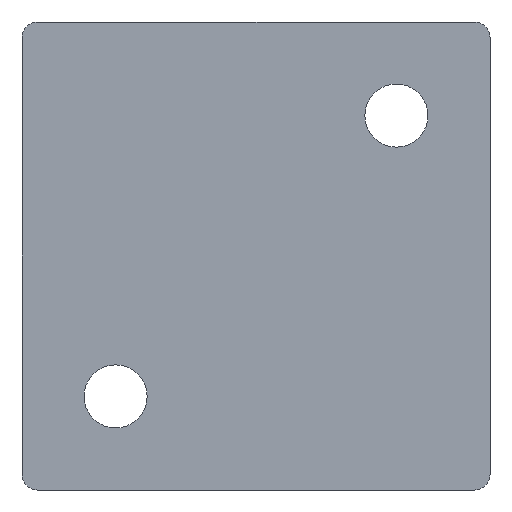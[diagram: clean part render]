
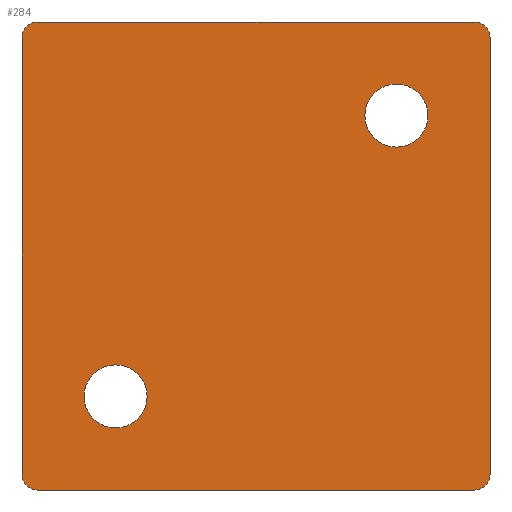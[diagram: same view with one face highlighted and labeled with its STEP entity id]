
A CAD part, left-side view. The second image highlights one B-rep face of the part: STEP entity #284.
In plain terms, the highlighted planar face has unit normal (-1, 0, 0).
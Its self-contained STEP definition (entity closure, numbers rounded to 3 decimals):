
#17=FACE_BOUND('',#53,.T.);
#18=FACE_BOUND('',#54,.T.);
#23=PLANE('',#322);
#35=FACE_OUTER_BOUND('',#52,.T.);
#52=EDGE_LOOP('',(#231,#232,#233,#234,#235,#236,#237,#238));
#53=EDGE_LOOP('',(#239));
#54=EDGE_LOOP('',(#240));
#70=LINE('',#448,#97);
#80=LINE('',#474,#107);
#82=LINE('',#478,#109);
#83=LINE('',#480,#110);
#97=VECTOR('',#361,10.);
#107=VECTOR('',#385,10.);
#109=VECTOR('',#389,10.);
#110=VECTOR('',#392,10.);
#117=CIRCLE('',#308,1.);
#123=CIRCLE('',#317,1.);
#124=CIRCLE('',#320,1.);
#125=CIRCLE('',#323,1.);
#126=CIRCLE('',#324,2.025);
#127=CIRCLE('',#325,2.025);
#130=VERTEX_POINT('',#421);
#131=VERTEX_POINT('',#423);
#141=VERTEX_POINT('',#447);
#145=VERTEX_POINT('',#457);
#148=VERTEX_POINT('',#467);
#149=VERTEX_POINT('',#469);
#150=VERTEX_POINT('',#473);
#151=VERTEX_POINT('',#477);
#152=VERTEX_POINT('',#481);
#153=VERTEX_POINT('',#483);
#156=EDGE_CURVE('',#130,#131,#117,.T.);
#168=EDGE_CURVE('',#131,#141,#70,.T.);
#173=EDGE_CURVE('',#141,#145,#123,.T.);
#179=EDGE_CURVE('',#148,#149,#124,.T.);
#181=EDGE_CURVE('',#149,#150,#80,.T.);
#183=EDGE_CURVE('',#151,#130,#82,.T.);
#184=EDGE_CURVE('',#150,#151,#125,.T.);
#185=EDGE_CURVE('',#145,#148,#83,.T.);
#186=EDGE_CURVE('',#152,#152,#126,.T.);
#187=EDGE_CURVE('',#153,#153,#127,.T.);
#231=ORIENTED_EDGE('',*,*,#156,.F.);
#232=ORIENTED_EDGE('',*,*,#183,.F.);
#233=ORIENTED_EDGE('',*,*,#184,.F.);
#234=ORIENTED_EDGE('',*,*,#181,.F.);
#235=ORIENTED_EDGE('',*,*,#179,.F.);
#236=ORIENTED_EDGE('',*,*,#185,.F.);
#237=ORIENTED_EDGE('',*,*,#173,.F.);
#238=ORIENTED_EDGE('',*,*,#168,.F.);
#239=ORIENTED_EDGE('',*,*,#186,.T.);
#240=ORIENTED_EDGE('',*,*,#187,.T.);
#284=ADVANCED_FACE('',(#35,#17,#18),#23,.F.);
#308=AXIS2_PLACEMENT_3D('',#424,#340,#341);
#317=AXIS2_PLACEMENT_3D('',#458,#369,#370);
#320=AXIS2_PLACEMENT_3D('',#470,#380,#381);
#322=AXIS2_PLACEMENT_3D('',#476,#387,#388);
#323=AXIS2_PLACEMENT_3D('',#479,#390,#391);
#324=AXIS2_PLACEMENT_3D('',#482,#393,#394);
#325=AXIS2_PLACEMENT_3D('',#484,#395,#396);
#340=DIRECTION('center_axis',(1.,0.,0.));
#341=DIRECTION('ref_axis',(0.,-0.707,0.707));
#361=DIRECTION('',(0.,0.,-1.));
#369=DIRECTION('center_axis',(1.,0.,0.));
#370=DIRECTION('ref_axis',(0.,-0.707,-0.707));
#380=DIRECTION('center_axis',(1.,0.,0.));
#381=DIRECTION('ref_axis',(0.,0.707,-0.707));
#385=DIRECTION('',(0.,0.,1.));
#387=DIRECTION('center_axis',(1.,0.,0.));
#388=DIRECTION('ref_axis',(0.,1.,0.));
#389=DIRECTION('',(0.,-1.,0.));
#390=DIRECTION('center_axis',(1.,0.,0.));
#391=DIRECTION('ref_axis',(0.,0.707,0.707));
#392=DIRECTION('',(0.,1.,0.));
#393=DIRECTION('center_axis',(1.,0.,0.));
#394=DIRECTION('ref_axis',(0.,1.,0.));
#395=DIRECTION('center_axis',(1.,0.,0.));
#396=DIRECTION('ref_axis',(0.,1.,0.));
#421=CARTESIAN_POINT('',(0.,1.,30.));
#423=CARTESIAN_POINT('',(0.,0.,29.));
#424=CARTESIAN_POINT('Origin',(0.,1.,29.));
#447=CARTESIAN_POINT('',(0.,0.,1.));
#448=CARTESIAN_POINT('',(0.,0.,30.));
#457=CARTESIAN_POINT('',(0.,1.,0.));
#458=CARTESIAN_POINT('Origin',(0.,1.,1.));
#467=CARTESIAN_POINT('',(0.,29.,0.));
#469=CARTESIAN_POINT('',(0.,30.,1.));
#470=CARTESIAN_POINT('Origin',(0.,29.,1.));
#473=CARTESIAN_POINT('',(0.,30.,29.));
#474=CARTESIAN_POINT('',(0.,30.,0.));
#476=CARTESIAN_POINT('Origin',(0.,15.,15.));
#477=CARTESIAN_POINT('',(0.,29.,30.));
#478=CARTESIAN_POINT('',(0.,30.,30.));
#479=CARTESIAN_POINT('Origin',(0.,29.,29.));
#480=CARTESIAN_POINT('',(0.,0.,0.));
#481=CARTESIAN_POINT('',(0.,3.975,24.));
#482=CARTESIAN_POINT('Origin',(0.,6.,24.));
#483=CARTESIAN_POINT('',(0.,21.975,6.));
#484=CARTESIAN_POINT('Origin',(0.,24.,6.));
